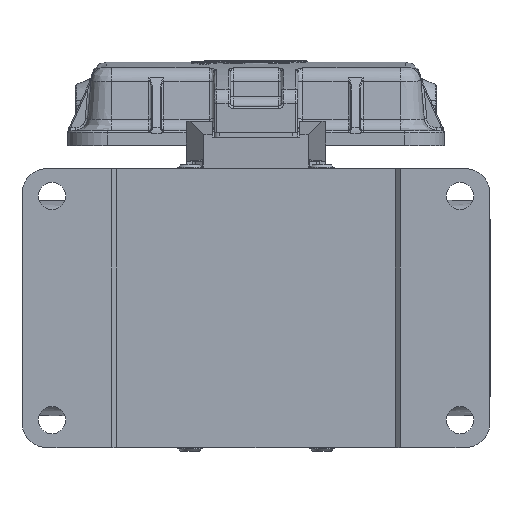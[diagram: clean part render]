
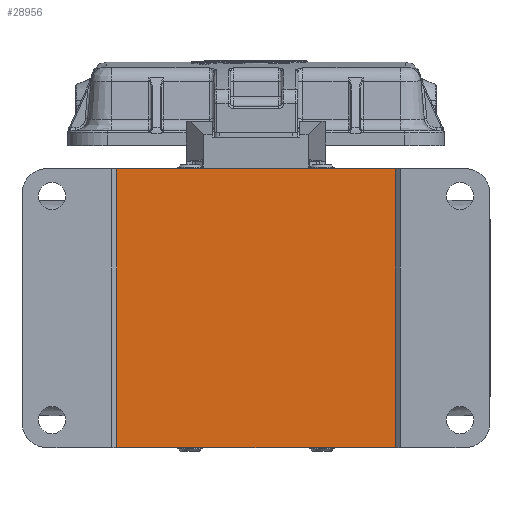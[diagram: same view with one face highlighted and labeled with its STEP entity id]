
A CAD part, front view. The second image highlights one B-rep face of the part: STEP entity #28956.
In plain terms, the highlighted planar face has unit normal (0, -1, 0).
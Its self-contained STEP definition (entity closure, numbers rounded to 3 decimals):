
#16151 = PLANE ( 'NONE',  #44035 ) ;
#16152 = CARTESIAN_POINT ( 'NONE',  ( 28., -76., 33.6 ) ) ;
#16153 = DIRECTION ( 'NONE',  ( 0., 1., 0. ) ) ;
#16154 = DIRECTION ( 'NONE',  ( 0., 0., 1. ) ) ;
#25040 = CARTESIAN_POINT ( 'NONE',  ( 28., -76., 28. ) ) ;
#25063 = CARTESIAN_POINT ( 'NONE',  ( -28., -76., 28. ) ) ;
#25078 = CARTESIAN_POINT ( 'NONE',  ( -28., -76., -28. ) ) ;
#25091 = CARTESIAN_POINT ( 'NONE',  ( 28., -76., -28. ) ) ;
#26128 = EDGE_CURVE ( 'NONE', #28640, #28647, #48764, .T. ) ;
#26129 = EDGE_CURVE ( 'NONE', #28640, #28615, #48767, .T. ) ;
#26131 = EDGE_CURVE ( 'NONE', #28661, #28647, #48773, .T. ) ;
#26132 = EDGE_CURVE ( 'NONE', #28661, #28615, #48776, .T. ) ;
#28257 = VECTOR ( 'NONE', #48766, 1000. ) ;
#28264 = VECTOR ( 'NONE', #48778, 1000. ) ;
#28272 = VECTOR ( 'NONE', #48775, 1000. ) ;
#28275 = VECTOR ( 'NONE', #48769, 1000. ) ;
#28615 = VERTEX_POINT ( 'NONE', #25040 ) ;
#28640 = VERTEX_POINT ( 'NONE', #25063 ) ;
#28647 = VERTEX_POINT ( 'NONE', #25078 ) ;
#28661 = VERTEX_POINT ( 'NONE', #25091 ) ;
#28956 = ADVANCED_FACE ( 'NONE', ( #44029 ), #16151, .F. ) ;
#29279 = ORIENTED_EDGE ( 'NONE', *, *, #26129, .F. ) ;
#29295 = ORIENTED_EDGE ( 'NONE', *, *, #26128, .T. ) ;
#29299 = ORIENTED_EDGE ( 'NONE', *, *, #26132, .T. ) ;
#29339 = ORIENTED_EDGE ( 'NONE', *, *, #26131, .F. ) ;
#40928 = EDGE_LOOP ( 'NONE', ( #29339, #29299, #29279, #29295 ) ) ;
#44029 = FACE_OUTER_BOUND ( 'NONE', #40928, .T. ) ;
#44035 = AXIS2_PLACEMENT_3D ( 'NONE', #16152, #16153, #16154 ) ;
#48764 = LINE ( 'NONE', #48765, #28257 ) ;
#48765 = CARTESIAN_POINT ( 'NONE',  ( -28., -76., 33.6 ) ) ;
#48766 = DIRECTION ( 'NONE',  ( 0., 0., -1. ) ) ;
#48767 = LINE ( 'NONE', #48768, #28275 ) ;
#48768 = CARTESIAN_POINT ( 'NONE',  ( -47., -76., 28. ) ) ;
#48769 = DIRECTION ( 'NONE',  ( 1., 0., 0. ) ) ;
#48773 = LINE ( 'NONE', #48774, #28272 ) ;
#48774 = CARTESIAN_POINT ( 'NONE',  ( 47., -76., -28. ) ) ;
#48775 = DIRECTION ( 'NONE',  ( -1., 0., 0. ) ) ;
#48776 = LINE ( 'NONE', #48777, #28264 ) ;
#48777 = CARTESIAN_POINT ( 'NONE',  ( 28., -76., 33.6 ) ) ;
#48778 = DIRECTION ( 'NONE',  ( 0., 0., 1. ) ) ;
